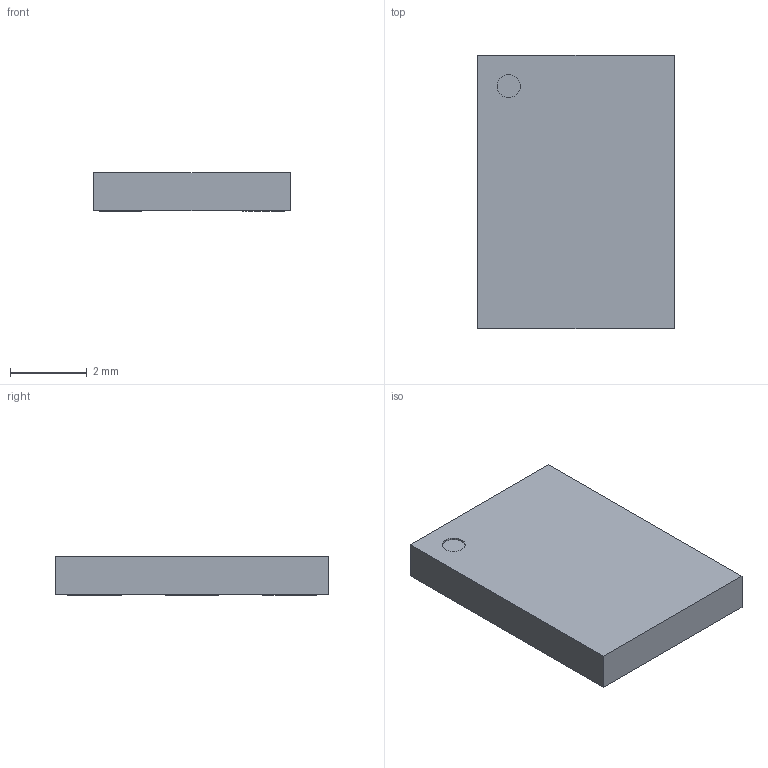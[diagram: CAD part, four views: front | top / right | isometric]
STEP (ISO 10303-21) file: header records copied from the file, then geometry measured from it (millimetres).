
FILE_DESCRIPTION((''),'2;1');
FILE_NAME('OSC_SI-TIME_SiT9120-D.stp','2014-07-08T10:55:40',(''),(''),'Mechanical Desktop 2011','Mechanical Desktop 2011',', , ');
FILE_SCHEMA(('AUTOMOTIVE_DESIGN { 1 2 10303 214 1 1 1 1 }'));
Length unit declared in the file: millimetre
Products named in the file (1): Product
Bounding box: 5.1 x 7.1 x 1 mm (x, y, z)
Volume: 35.9 mm3; surface area: 113.1 mm2
Topology: 7 solids, 7 shells, 47 faces, 96 edges, 64 vertices
Faces by surface type: plane 39, cylinder 8
Entity records: 1272 total; most frequent: CARTESIAN_POINT 208, DIRECTION 208, ORIENTED_EDGE 192, EDGE_CURVE 96, VECTOR 80, LINE 80, AXIS2_PLACEMENT_3D 64, VERTEX_POINT 64
